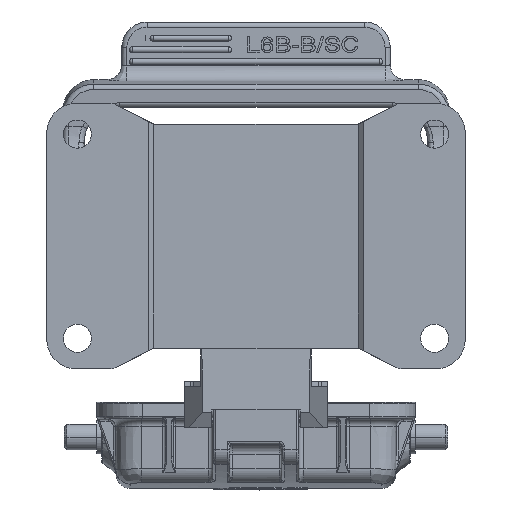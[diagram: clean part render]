
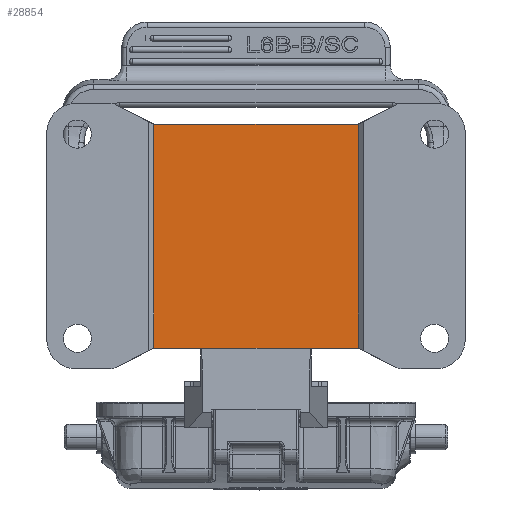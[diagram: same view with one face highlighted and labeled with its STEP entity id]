
A CAD part, front view. The second image highlights one B-rep face of the part: STEP entity #28854.
In plain terms, the highlighted planar face has unit normal (0, -1, 0).
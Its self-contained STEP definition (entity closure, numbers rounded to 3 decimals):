
#731=DIRECTION('',(0.,0.,-1.));
#732=VECTOR('',#731,43.889);
#733=CARTESIAN_POINT('',(19.999,1.,21.944));
#734=LINE('',#733,#732);
#735=DIRECTION('',(-1.,0.,0.));
#736=VECTOR('',#735,39.998);
#737=CARTESIAN_POINT('',(19.999,1.,-21.944));
#738=LINE('',#737,#736);
#739=DIRECTION('',(0.,0.,-1.));
#740=VECTOR('',#739,43.889);
#741=CARTESIAN_POINT('',(-19.999,1.,21.944));
#742=LINE('',#741,#740);
#887=DIRECTION('',(-1.,0.,0.));
#888=VECTOR('',#887,39.998);
#889=CARTESIAN_POINT('',(19.999,1.,21.944));
#890=LINE('',#889,#888);
#23559=CARTESIAN_POINT('',(-19.999,1.,
-21.944));
#23560=VERTEX_POINT('',#23559);
#23561=CARTESIAN_POINT('',(19.999,1.,
-21.944));
#23562=VERTEX_POINT('',#23561);
#23608=CARTESIAN_POINT('',(19.999,1.,21.944));
#23609=VERTEX_POINT('',#23608);
#23610=CARTESIAN_POINT('',(-19.999,1.,
21.944));
#23611=VERTEX_POINT('',#23610);
#28841=CARTESIAN_POINT('',(0.,1.,0.));
#28842=DIRECTION('',(0.,1.,0.));
#28843=DIRECTION('',(0.,0.,-1.));
#28844=AXIS2_PLACEMENT_3D('',#28841,#28842,#28843);
#28845=PLANE('',#28844);
#28846=ORIENTED_EDGE('',*,*,#28832,.T.);
#28847=ORIENTED_EDGE('',*,*,#28449,.T.);
#28849=ORIENTED_EDGE('',*,*,#28848,.F.);
#28851=ORIENTED_EDGE('',*,*,#28850,.F.);
#28852=EDGE_LOOP('',(#28846,#28847,#28849,#28851));
#28853=FACE_OUTER_BOUND('',#28852,.F.);
#28449=EDGE_CURVE('',#23562,#23560,#738,.T.);
#28832=EDGE_CURVE('',#23609,#23562,#734,.T.);
#28848=EDGE_CURVE('',#23611,#23560,#742,.T.);
#28850=EDGE_CURVE('',#23609,#23611,#890,.T.);
#28854=ADVANCED_FACE('',(#28853),#28845,.F.);
